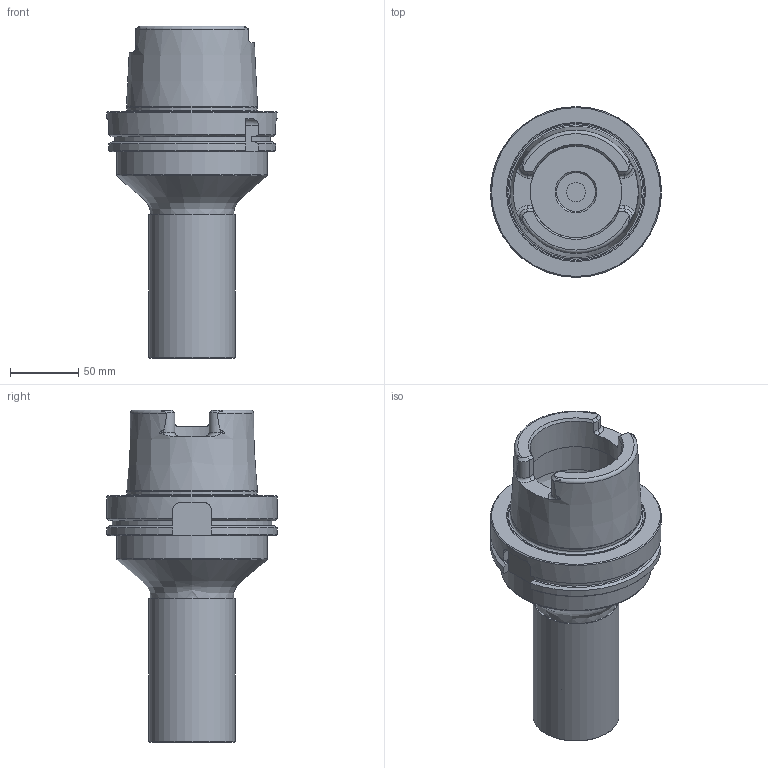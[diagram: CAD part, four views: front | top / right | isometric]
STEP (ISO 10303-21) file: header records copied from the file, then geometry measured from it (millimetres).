
FILE_DESCRIPTION(/* description */ ('3-D model version:1'),/* implementation_level */ '2;1');
FILE_NAME(/* name */ '690-063HA12-10105H',/* time_stamp */ '2011-11-09T14:37:28+01:00',/* author */ ('CappDp'),/* organization */ ('AB Sandvik Coromant'),/* preprocessor_version */ 'ST-DEVELOPER v11',/* originating_system */ 'SIEMENS UGS NX 6.0',/* authorisation */ '');
FILE_SCHEMA (('AP203_CONFIGURATION_CONTROLLED_3D_DESIGN_OF_MECHANICAL_PARTS_AND_ASSEMBLIES_MIM_LF'));
Length unit declared in the file: millimetre
Products named in the file (1): 5198_1_3D
Bounding box: 124.92 x 124.92 x 242.9 mm (x, y, z)
Volume: 1209909.2 mm3; surface area: 142850.6 mm2
Topology: 2 solids, 2 shells, 145 faces, 378 edges, 243 vertices
Faces by surface type: cone 51, plane 45, cylinder 33, torus 15, revolution 1
Full cylindrical faces by diameter (mm): 14 x1, 28.5 x1, 30.4 x1, 43 x1, 60.782 x1, 63 x1, 67.06 x2, 80.095 x1, 95.168 x1, 110.5 x1, 124.92 x1
Entity records: 4250 total; most frequent: CARTESIAN_POINT 1068, DIRECTION 653, ORIENTED_EDGE 564, EDGE_CURVE 282, AXIS2_PLACEMENT_3D 280, EDGE_LOOP 211, VERTEX_POINT 205, ADVANCED_FACE 145
